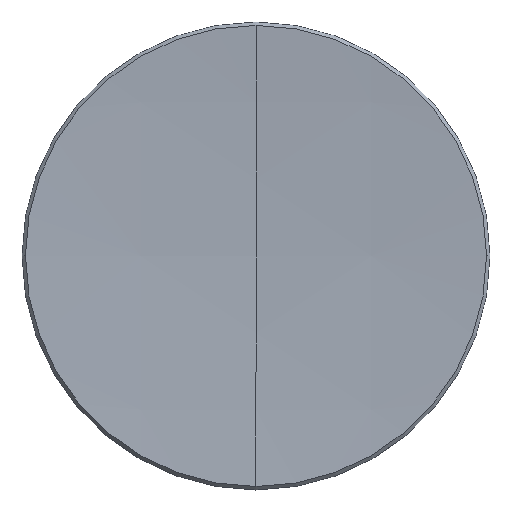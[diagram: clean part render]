
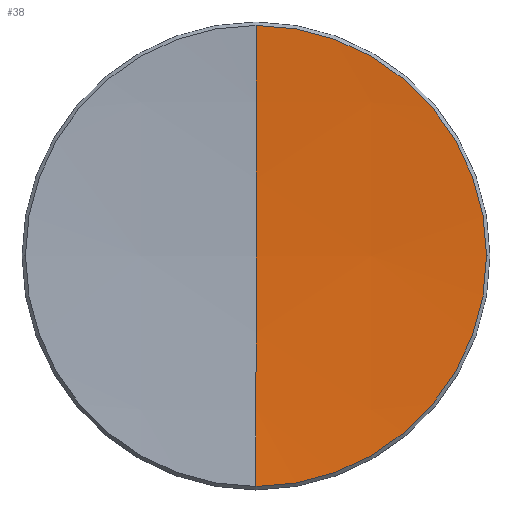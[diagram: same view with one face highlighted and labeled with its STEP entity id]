
A CAD part, top view. The second image highlights one B-rep face of the part: STEP entity #38.
In plain terms, the highlighted spherical face has radius 182.19 mm.
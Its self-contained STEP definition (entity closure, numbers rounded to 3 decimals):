
#3 = EDGE_CURVE ( 'NONE', #166, #197, #55, .T. ) ;
#12 = DIRECTION ( 'NONE',  ( -1., 0., 0. ) ) ;
#16 = ORIENTED_EDGE ( 'NONE', *, *, #198, .T. ) ;
#33 = CARTESIAN_POINT ( 'NONE',  ( 0., 0., 5.557 ) ) ;
#38 = ADVANCED_FACE ( 'NONE', ( #328 ), #148, .F. ) ;
#45 = AXIS2_PLACEMENT_3D ( 'NONE', #252, #294, #321 ) ;
#54 = CIRCLE ( 'NONE', #96, 182.19 ) ;
#55 = CIRCLE ( 'NONE', #45, 12.513 ) ;
#60 = CARTESIAN_POINT ( 'NONE',  ( 0., 0., 187.747 ) ) ;
#64 = DIRECTION ( 'NONE',  ( -1., 0., 0. ) ) ;
#65 = VERTEX_POINT ( 'NONE', #33 ) ;
#70 = CARTESIAN_POINT ( 'NONE',  ( 0., 0., 187.747 ) ) ;
#77 = CIRCLE ( 'NONE', #167, 12.513 ) ;
#85 = EDGE_LOOP ( 'NONE', ( #122, #16, #216, #152 ) ) ;
#96 = AXIS2_PLACEMENT_3D ( 'NONE', #290, #64, #265 ) ;
#97 = DIRECTION ( 'NONE',  ( 0., 1., 0. ) ) ;
#99 = DIRECTION ( 'NONE',  ( 0., 0., 1. ) ) ;
#109 = EDGE_CURVE ( 'NONE', #319, #166, #77, .T. ) ;
#122 = ORIENTED_EDGE ( 'NONE', *, *, #310, .F. ) ;
#148 = SPHERICAL_SURFACE ( 'NONE', #234, 182.19 ) ;
#152 = ORIENTED_EDGE ( 'NONE', *, *, #3, .T. ) ;
#166 = VERTEX_POINT ( 'NONE', #260 ) ;
#167 = AXIS2_PLACEMENT_3D ( 'NONE', #204, #99, #258 ) ;
#170 = CARTESIAN_POINT ( 'NONE',  ( 0., -12.513, 5.987 ) ) ;
#181 = AXIS2_PLACEMENT_3D ( 'NONE', #60, #315, #188 ) ;
#188 = DIRECTION ( 'NONE',  ( 0., 0., -1. ) ) ;
#197 = VERTEX_POINT ( 'NONE', #292 ) ;
#198 = EDGE_CURVE ( 'NONE', #65, #319, #54, .T. ) ;
#204 = CARTESIAN_POINT ( 'NONE',  ( 0., 0., 5.987 ) ) ;
#216 = ORIENTED_EDGE ( 'NONE', *, *, #109, .T. ) ;
#234 = AXIS2_PLACEMENT_3D ( 'NONE', #70, #12, #97 ) ;
#252 = CARTESIAN_POINT ( 'NONE',  ( 0., 0., 5.987 ) ) ;
#258 = DIRECTION ( 'NONE',  ( 1., 0., 0. ) ) ;
#260 = CARTESIAN_POINT ( 'NONE',  ( 12.513, 0., 5.987 ) ) ;
#265 = DIRECTION ( 'NONE',  ( 0., -1., 0. ) ) ;
#290 = CARTESIAN_POINT ( 'NONE',  ( 0., 0., 187.747 ) ) ;
#292 = CARTESIAN_POINT ( 'NONE',  ( 0., 12.513, 5.987 ) ) ;
#294 = DIRECTION ( 'NONE',  ( 0., 0., 1. ) ) ;
#305 = CIRCLE ( 'NONE', #181, 182.19 ) ;
#310 = EDGE_CURVE ( 'NONE', #65, #197, #305, .T. ) ;
#315 = DIRECTION ( 'NONE',  ( 1., 0., 0. ) ) ;
#319 = VERTEX_POINT ( 'NONE', #170 ) ;
#321 = DIRECTION ( 'NONE',  ( 1., 0., 0. ) ) ;
#328 = FACE_OUTER_BOUND ( 'NONE', #85, .T. ) ;
